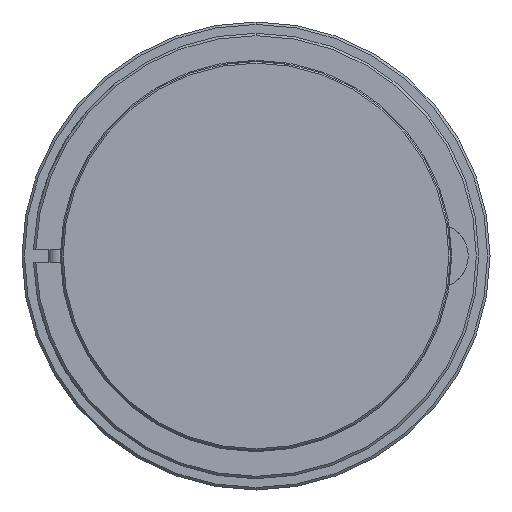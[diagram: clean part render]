
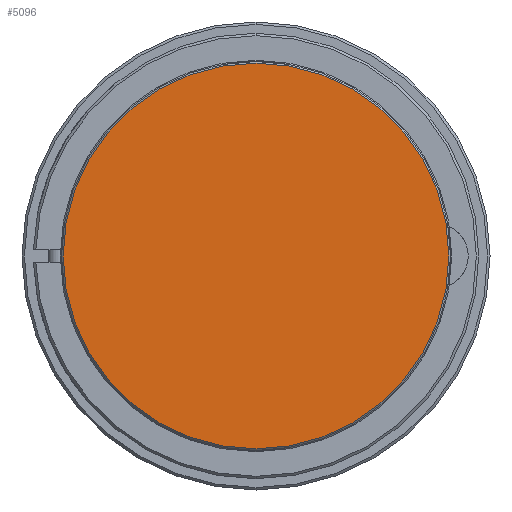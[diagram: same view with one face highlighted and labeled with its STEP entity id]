
A CAD part, left-side view. The second image highlights one B-rep face of the part: STEP entity #5096.
In plain terms, the highlighted planar face has unit normal (-1, 0, 0).
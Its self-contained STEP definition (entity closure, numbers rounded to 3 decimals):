
#104 = FACE_OUTER_BOUND ( 'NONE', #327, .T. ) ;
#325 = PLANE ( 'NONE',  #4108 ) ;
#327 = EDGE_LOOP ( 'NONE', ( #3565, #3763 ) ) ;
#1104 = EDGE_CURVE ( 'NONE', #4664, #3730, #4460, .T. ) ;
#1138 = DIRECTION ( 'NONE',  ( 0., 0., -1. ) ) ;
#1327 = CARTESIAN_POINT ( 'NONE',  ( -21.751, 0., 0. ) ) ;
#1346 = CARTESIAN_POINT ( 'NONE',  ( -21.751, 0., 0. ) ) ;
#1390 = DIRECTION ( 'NONE',  ( -1., 0., 0. ) ) ;
#1431 = CIRCLE ( 'NONE', #3774, 23.9 ) ;
#1854 = DIRECTION ( 'NONE',  ( 0., 0., -1. ) ) ;
#2329 = DIRECTION ( 'NONE',  ( 1., 0., 0. ) ) ;
#2896 = CARTESIAN_POINT ( 'NONE',  ( -21.751, 0., -23.9 ) ) ;
#3119 = CARTESIAN_POINT ( 'NONE',  ( -21.751, 0., 0. ) ) ;
#3565 = ORIENTED_EDGE ( 'NONE', *, *, #1104, .T. ) ;
#3628 = DIRECTION ( 'NONE',  ( -1., 0., 0. ) ) ;
#3730 = VERTEX_POINT ( 'NONE', #5534 ) ;
#3763 = ORIENTED_EDGE ( 'NONE', *, *, #5065, .T. ) ;
#3774 = AXIS2_PLACEMENT_3D ( 'NONE', #1346, #1390, #1854 ) ;
#4108 = AXIS2_PLACEMENT_3D ( 'NONE', #1327, #2329, #5815 ) ;
#4460 = CIRCLE ( 'NONE', #4789, 23.9 ) ;
#4664 = VERTEX_POINT ( 'NONE', #2896 ) ;
#4789 = AXIS2_PLACEMENT_3D ( 'NONE', #3119, #3628, #1138 ) ;
#5065 = EDGE_CURVE ( 'NONE', #3730, #4664, #1431, .T. ) ;
#5096 = ADVANCED_FACE ( 'NONE', ( #104 ), #325, .F. ) ;
#5534 = CARTESIAN_POINT ( 'NONE',  ( -21.751, 0., 23.9 ) ) ;
#5815 = DIRECTION ( 'NONE',  ( 0., 0., -1. ) ) ;
